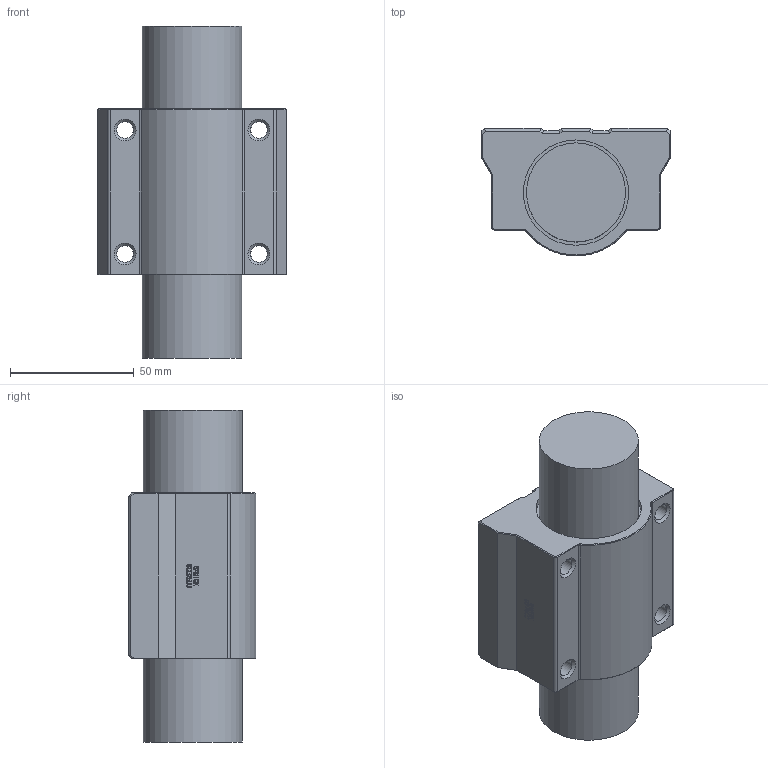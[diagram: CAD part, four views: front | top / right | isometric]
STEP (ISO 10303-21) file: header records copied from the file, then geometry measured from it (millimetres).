
FILE_DESCRIPTION((''),'2;1');
FILE_NAME('SCE25UU.stp','2013-02-07T10:24:56',('user2'),(''),'Autodesk Inventor 2012','Autodesk Inventor 2012','');
FILE_SCHEMA(('AUTOMOTIVE_DESIGN { 1 0 10303 214 1 1 1 1 }'));
Length unit declared in the file: millimetre
Products named in the file (1): SCE25UU
Bounding box: 76 x 51.41 x 134 mm (x, y, z)
Volume: 291608.5 mm3; surface area: 34848.9 mm2
Topology: 1 solids, 1 shells, 116 faces, 541 edges, 449 vertices
Faces by surface type: plane 81, cone 18, cylinder 17
Full cylindrical faces by diameter (mm): 6.647 x4, 6.8 x4, 40 x2, 42.5 x2
Entity records: 6150 total; most frequent: CARTESIAN_POINT 2081, ORIENTED_EDGE 1038, DIRECTION 545, EDGE_CURVE 519, VERTEX_POINT 447, VECTOR 207, LINE 207, AXIS2_PLACEMENT_3D 169
